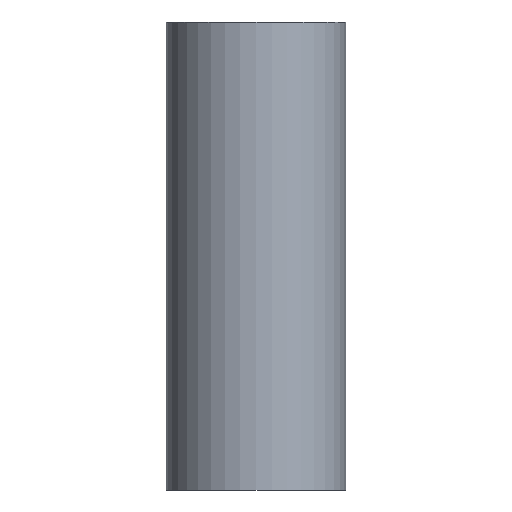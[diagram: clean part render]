
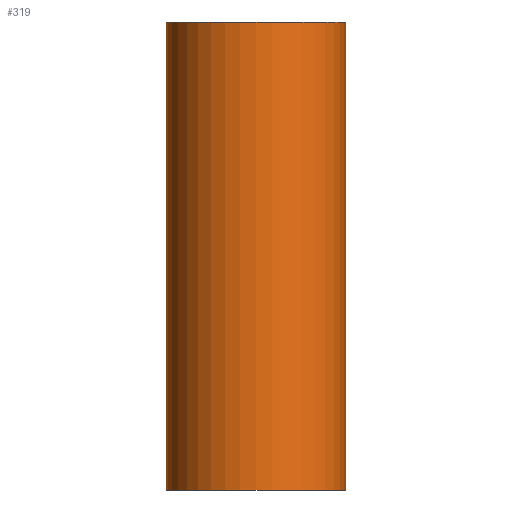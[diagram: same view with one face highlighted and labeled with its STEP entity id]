
A CAD part, front view. The second image highlights one B-rep face of the part: STEP entity #319.
In plain terms, the highlighted cylindrical face has radius 57.5 mm (diameter 115 mm), a partial arc.
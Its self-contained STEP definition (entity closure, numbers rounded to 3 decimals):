
#13 = CIRCLE ( 'NONE', #104, 57.5 ) ;
#25 = CIRCLE ( 'NONE', #341, 57.5 ) ;
#33 = CYLINDRICAL_SURFACE ( 'NONE', #149, 57.5 ) ;
#38 = VERTEX_POINT ( 'NONE', #259 ) ;
#44 = ORIENTED_EDGE ( 'NONE', *, *, #182, .F. ) ;
#51 = CARTESIAN_POINT ( 'NONE',  ( -191.5, 656.463, -300. ) ) ;
#69 = LINE ( 'NONE', #180, #218 ) ;
#80 = DIRECTION ( 'NONE',  ( 0., 0., -1. ) ) ;
#96 = ORIENTED_EDGE ( 'NONE', *, *, #265, .F. ) ;
#104 = AXIS2_PLACEMENT_3D ( 'NONE', #192, #269, #249 ) ;
#113 = EDGE_CURVE ( 'NONE', #278, #284, #69, .T. ) ;
#126 = EDGE_LOOP ( 'NONE', ( #128, #96, #173, #44 ) ) ;
#128 = ORIENTED_EDGE ( 'NONE', *, *, #113, .F. ) ;
#136 = EDGE_CURVE ( 'NONE', #38, #257, #299, .T. ) ;
#137 = CARTESIAN_POINT ( 'NONE',  ( -76.5, 656.463, 0. ) ) ;
#149 = AXIS2_PLACEMENT_3D ( 'NONE', #229, #226, #254 ) ;
#167 = DIRECTION ( 'NONE',  ( 1., 0., 0. ) ) ;
#173 = ORIENTED_EDGE ( 'NONE', *, *, #136, .T. ) ;
#180 = CARTESIAN_POINT ( 'NONE',  ( -191.5, 656.463, -462.635 ) ) ;
#182 = EDGE_CURVE ( 'NONE', #284, #257, #13, .T. ) ;
#191 = VECTOR ( 'NONE', #198, 1000. ) ;
#192 = CARTESIAN_POINT ( 'NONE',  ( -134., 656.463, 0. ) ) ;
#198 = DIRECTION ( 'NONE',  ( 0., 0., 1. ) ) ;
#218 = VECTOR ( 'NONE', #258, 1000. ) ;
#226 = DIRECTION ( 'NONE',  ( 0., 0., 1. ) ) ;
#229 = CARTESIAN_POINT ( 'NONE',  ( -134., 656.463, -462.635 ) ) ;
#244 = CARTESIAN_POINT ( 'NONE',  ( -76.5, 656.463, -462.635 ) ) ;
#249 = DIRECTION ( 'NONE',  ( 1., 0., 0. ) ) ;
#254 = DIRECTION ( 'NONE',  ( 1., 0., 0. ) ) ;
#257 = VERTEX_POINT ( 'NONE', #137 ) ;
#258 = DIRECTION ( 'NONE',  ( 0., 0., 1. ) ) ;
#259 = CARTESIAN_POINT ( 'NONE',  ( -76.5, 656.463, -300. ) ) ;
#265 = EDGE_CURVE ( 'NONE', #38, #278, #25, .T. ) ;
#269 = DIRECTION ( 'NONE',  ( 0., 0., 1. ) ) ;
#274 = FACE_OUTER_BOUND ( 'NONE', #126, .T. ) ;
#278 = VERTEX_POINT ( 'NONE', #51 ) ;
#284 = VERTEX_POINT ( 'NONE', #297 ) ;
#297 = CARTESIAN_POINT ( 'NONE',  ( -191.5, 656.463, 0. ) ) ;
#299 = LINE ( 'NONE', #244, #191 ) ;
#319 = ADVANCED_FACE ( 'NONE', ( #274 ), #33, .T. ) ;
#341 = AXIS2_PLACEMENT_3D ( 'NONE', #344, #80, #167 ) ;
#344 = CARTESIAN_POINT ( 'NONE',  ( -134., 656.463, -300. ) ) ;
